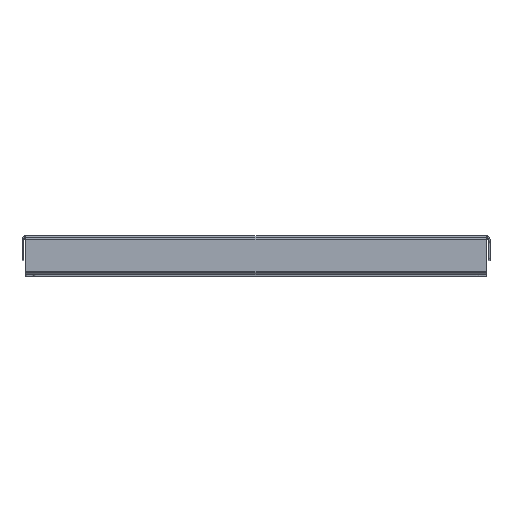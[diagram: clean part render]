
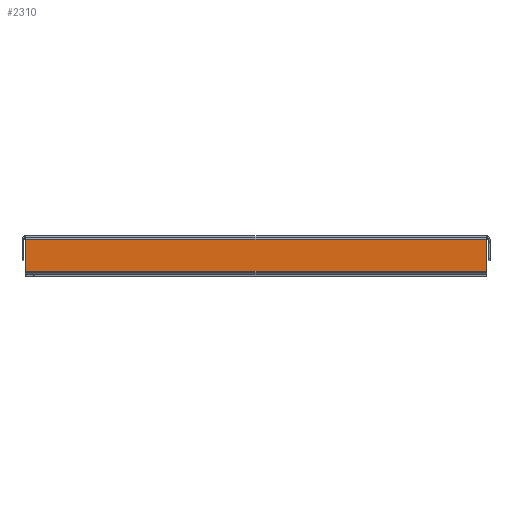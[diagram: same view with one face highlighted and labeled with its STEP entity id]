
A CAD part, top view. The second image highlights one B-rep face of the part: STEP entity #2310.
In plain terms, the highlighted planar face has unit normal (0, 0, 1).
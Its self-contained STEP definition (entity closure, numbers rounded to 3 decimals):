
#392 = ORIENTED_EDGE ( 'NONE', *, *, #400, .F. ) ;
#400 = EDGE_CURVE ( 'NONE', #4914, #10904, #7007, .T. ) ;
#418 = DIRECTION ( 'NONE',  ( 0., 1., 0. ) ) ;
#952 = CARTESIAN_POINT ( 'NONE',  ( 0., 0., 349. ) ) ;
#2310 = ADVANCED_FACE ( 'NONE', ( #3511 ), #5284, .T. ) ;
#3290 = ORIENTED_EDGE ( 'NONE', *, *, #3941, .F. ) ;
#3313 = ORIENTED_EDGE ( 'NONE', *, *, #7519, .F. ) ;
#3511 = FACE_OUTER_BOUND ( 'NONE', #5521, .T. ) ;
#3941 = EDGE_CURVE ( 'NONE', #10904, #9815, #8188, .T. ) ;
#4033 = EDGE_CURVE ( 'NONE', #8552, #9815, #8579, .T. ) ;
#4464 = CARTESIAN_POINT ( 'NONE',  ( 196., -30., 349. ) ) ;
#4634 = CARTESIAN_POINT ( 'NONE',  ( -196., -30., 349. ) ) ;
#4638 = CARTESIAN_POINT ( 'NONE',  ( -196., -3., 349. ) ) ;
#4914 = VERTEX_POINT ( 'NONE', #4464 ) ;
#5117 = VECTOR ( 'NONE', #418, 1000. ) ;
#5284 = PLANE ( 'NONE',  #11078 ) ;
#5521 = EDGE_LOOP ( 'NONE', ( #3313, #10316, #3290, #392 ) ) ;
#6148 = VECTOR ( 'NONE', #8062, 1000. ) ;
#6569 = VECTOR ( 'NONE', #9373, 1000. ) ;
#7007 = LINE ( 'NONE', #4634, #6148 ) ;
#7019 = CARTESIAN_POINT ( 'NONE',  ( 196., -3., 349. ) ) ;
#7026 = DIRECTION ( 'NONE',  ( 0., 0., 1. ) ) ;
#7308 = DIRECTION ( 'NONE',  ( 0., -1., 0. ) ) ;
#7519 = EDGE_CURVE ( 'NONE', #8552, #4914, #9735, .T. ) ;
#7848 = CARTESIAN_POINT ( 'NONE',  ( 0., -3., 349. ) ) ;
#8062 = DIRECTION ( 'NONE',  ( -1., 0., 0. ) ) ;
#8072 = CARTESIAN_POINT ( 'NONE',  ( -196., -1.5, 349. ) ) ;
#8188 = LINE ( 'NONE', #8072, #5117 ) ;
#8552 = VERTEX_POINT ( 'NONE', #7019 ) ;
#8579 = LINE ( 'NONE', #7848, #6569 ) ;
#8938 = CARTESIAN_POINT ( 'NONE',  ( 196., -30., 349. ) ) ;
#9373 = DIRECTION ( 'NONE',  ( -1., 0., 0. ) ) ;
#9452 = CARTESIAN_POINT ( 'NONE',  ( -196., -30., 349. ) ) ;
#9735 = LINE ( 'NONE', #8938, #10704 ) ;
#9815 = VERTEX_POINT ( 'NONE', #4638 ) ;
#10316 = ORIENTED_EDGE ( 'NONE', *, *, #4033, .T. ) ;
#10704 = VECTOR ( 'NONE', #7308, 1000. ) ;
#10904 = VERTEX_POINT ( 'NONE', #9452 ) ;
#10938 = DIRECTION ( 'NONE',  ( 0., -1., 0. ) ) ;
#11078 = AXIS2_PLACEMENT_3D ( 'NONE', #952, #7026, #10938 ) ;
